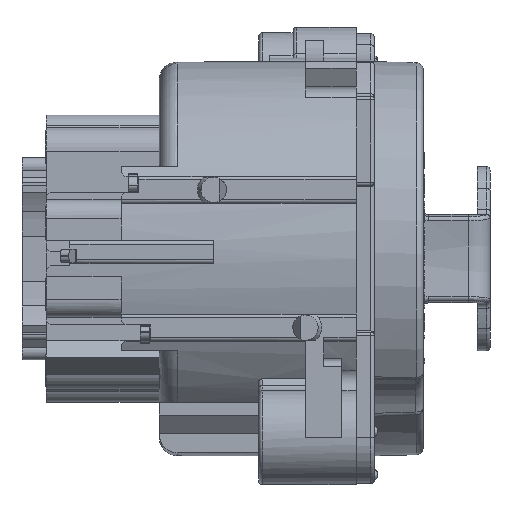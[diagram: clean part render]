
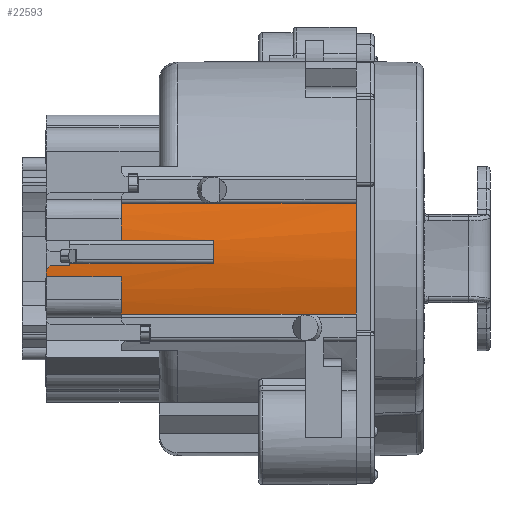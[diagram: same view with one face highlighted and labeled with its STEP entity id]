
A CAD part, left-side view. The second image highlights one B-rep face of the part: STEP entity #22593.
In plain terms, the highlighted cylindrical face has radius 10.9 mm (diameter 21.8 mm), a partial arc.
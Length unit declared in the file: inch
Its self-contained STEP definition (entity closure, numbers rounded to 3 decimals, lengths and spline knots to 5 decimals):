
#240=CIRCLE('',#23800,0.42913);
#242=CIRCLE('',#23804,0.8569);
#327=CIRCLE('',#23937,0.42913);
#328=CIRCLE('',#23938,0.42913);
#329=CIRCLE('',#23939,0.42913);
#330=CIRCLE('',#23940,0.42913);
#331=CIRCLE('',#23941,0.42913);
#949=CYLINDRICAL_SURFACE('',#23936,0.42913);
#1252=FACE_OUTER_BOUND('',#2444,.T.);
#2444=EDGE_LOOP('',(#14525,#14526,#14527,#14528,#14529,#14530,#14531,#14532,
#14533,#14534,#14535,#14536,#14537));
#3792=LINE('',#32305,#6182);
#3977=LINE('',#32980,#6367);
#3978=LINE('',#32984,#6368);
#3979=LINE('',#32987,#6369);
#3980=LINE('',#32991,#6370);
#3981=LINE('',#32994,#6371);
#6182=VECTOR('',#25896,0.04331);
#6367=VECTOR('',#26351,0.51181);
#6368=VECTOR('',#26354,0.3937);
#6369=VECTOR('',#26357,0.31339);
#6370=VECTOR('',#26360,0.16339);
#6371=VECTOR('',#26363,0.51181);
#8629=VERTEX_POINT('',#32293);
#8630=VERTEX_POINT('',#32295);
#8633=VERTEX_POINT('',#32303);
#8634=VERTEX_POINT('',#32307);
#8884=VERTEX_POINT('',#32976);
#8885=VERTEX_POINT('',#32977);
#8886=VERTEX_POINT('',#32979);
#8887=VERTEX_POINT('',#32981);
#8888=VERTEX_POINT('',#32983);
#8889=VERTEX_POINT('',#32985);
#8890=VERTEX_POINT('',#32988);
#8891=VERTEX_POINT('',#32990);
#8892=VERTEX_POINT('',#32992);
#10809=EDGE_CURVE('',#8629,#8630,#240,.T.);
#10814=EDGE_CURVE('',#8629,#8633,#3792,.T.);
#10816=EDGE_CURVE('',#8633,#8634,#242,.T.);
#11099=EDGE_CURVE('',#8884,#8885,#327,.T.);
#11100=EDGE_CURVE('',#8886,#8885,#3977,.T.);
#11101=EDGE_CURVE('',#8887,#8886,#328,.T.);
#11102=EDGE_CURVE('',#8888,#8887,#3978,.T.);
#11103=EDGE_CURVE('',#8889,#8888,#329,.T.);
#11104=EDGE_CURVE('',#8889,#8630,#3979,.T.);
#11105=EDGE_CURVE('',#8890,#8634,#330,.T.);
#11106=EDGE_CURVE('',#8891,#8890,#3980,.T.);
#11107=EDGE_CURVE('',#8892,#8891,#331,.T.);
#11108=EDGE_CURVE('',#8884,#8892,#3981,.T.);
#14525=ORIENTED_EDGE('',*,*,#11099,.T.);
#14526=ORIENTED_EDGE('',*,*,#11100,.F.);
#14527=ORIENTED_EDGE('',*,*,#11101,.F.);
#14528=ORIENTED_EDGE('',*,*,#11102,.F.);
#14529=ORIENTED_EDGE('',*,*,#11103,.F.);
#14530=ORIENTED_EDGE('',*,*,#11104,.T.);
#14531=ORIENTED_EDGE('',*,*,#10809,.F.);
#14532=ORIENTED_EDGE('',*,*,#10814,.T.);
#14533=ORIENTED_EDGE('',*,*,#10816,.T.);
#14534=ORIENTED_EDGE('',*,*,#11105,.F.);
#14535=ORIENTED_EDGE('',*,*,#11106,.F.);
#14536=ORIENTED_EDGE('',*,*,#11107,.F.);
#14537=ORIENTED_EDGE('',*,*,#11108,.F.);
#22593=ADVANCED_FACE('',(#1252),#949,.T.);
#23800=AXIS2_PLACEMENT_3D('',#32296,#25887,#25888);
#23804=AXIS2_PLACEMENT_3D('',#32309,#25900,#25901);
#23936=AXIS2_PLACEMENT_3D('',#32975,#26347,#26348);
#23937=AXIS2_PLACEMENT_3D('',#32978,#26349,#26350);
#23938=AXIS2_PLACEMENT_3D('',#32982,#26352,#26353);
#23939=AXIS2_PLACEMENT_3D('',#32986,#26355,#26356);
#23940=AXIS2_PLACEMENT_3D('',#32989,#26358,#26359);
#23941=AXIS2_PLACEMENT_3D('',#32993,#26361,#26362);
#25887=DIRECTION('center_axis',(0.,1.,0.));
#25888=DIRECTION('ref_axis',(-0.999,0.,-0.037));
#25896=DIRECTION('',(0.,1.,0.));
#25900=DIRECTION('center_axis',(0.,-0.707,
-0.707));
#25901=DIRECTION('ref_axis',(-0.999,0.028,-0.028));
#26347=DIRECTION('center_axis',(0.,1.,0.));
#26348=DIRECTION('ref_axis',(-1.,0.,0.));
#26349=DIRECTION('center_axis',(0.,1.,0.));
#26350=DIRECTION('ref_axis',(-0.96,0.,-0.281));
#26351=DIRECTION('',(0.,-1.,0.));
#26352=DIRECTION('center_axis',(0.,1.,0.));
#26353=DIRECTION('ref_axis',(-0.996,0.,0.092));
#26354=DIRECTION('',(0.,1.,0.));
#26355=DIRECTION('center_axis',(0.,1.,0.));
#26356=DIRECTION('ref_axis',(-1.,0.,-0.024));
#26357=DIRECTION('',(0.,1.,0.));
#26358=DIRECTION('center_axis',(0.,1.,0.));
#26359=DIRECTION('ref_axis',(-0.996,0.,-0.092));
#26360=DIRECTION('',(0.,1.,0.));
#26361=DIRECTION('center_axis',(0.,1.,0.));
#26362=DIRECTION('ref_axis',(-0.96,0.,-0.281));
#26363=DIRECTION('',(0.,1.,0.));
#32293=CARTESIAN_POINT('',(0.15383,0.77756,-0.50795));
#32295=CARTESIAN_POINT('',(0.15367,0.77756,-0.50266));
#32296=CARTESIAN_POINT('Origin',(0.58268,0.77756,-0.4922));
#32303=CARTESIAN_POINT('',(0.15383,0.82087,-0.50795));
#32305=CARTESIAN_POINT('',(0.15383,0.77756,-0.50795));
#32307=CARTESIAN_POINT('',(0.15419,0.82874,-0.51583));
#32309=CARTESIAN_POINT('Origin',(1.01045,0.80514,-0.49223));
#32975=CARTESIAN_POINT('Origin',(0.58268,0.,-0.4922));
#32976=CARTESIAN_POINT('',(0.1708,0.15354,-0.61268));
#32977=CARTESIAN_POINT('',(0.1708,0.15354,-0.37173));
#32978=CARTESIAN_POINT('Origin',(0.58268,0.15354,-0.4922));
#32979=CARTESIAN_POINT('',(0.1708,0.66535,-0.37173));
#32980=CARTESIAN_POINT('',(0.1708,0.66535,-0.37173));
#32981=CARTESIAN_POINT('',(0.15535,0.66535,-0.45283));
#32982=CARTESIAN_POINT('Origin',(0.58268,0.66535,-0.4922));
#32983=CARTESIAN_POINT('',(0.15535,0.46417,-0.45283));
#32984=CARTESIAN_POINT('',(0.15535,0.,-0.45283));
#32985=CARTESIAN_POINT('',(0.15367,0.46417,-0.50266));
#32986=CARTESIAN_POINT('Origin',(0.58268,0.46417,-0.4922));
#32987=CARTESIAN_POINT('',(0.15367,0.46417,-0.50266));
#32988=CARTESIAN_POINT('',(0.15535,0.82874,-0.53157));
#32989=CARTESIAN_POINT('Origin',(0.58268,0.82874,-0.4922));
#32990=CARTESIAN_POINT('',(0.15535,0.66535,-0.53157));
#32991=CARTESIAN_POINT('',(0.15535,0.66535,-0.53157));
#32992=CARTESIAN_POINT('',(0.1708,0.66535,-0.61268));
#32993=CARTESIAN_POINT('Origin',(0.58268,0.66535,-0.4922));
#32994=CARTESIAN_POINT('',(0.1708,0.15354,-0.61268));
